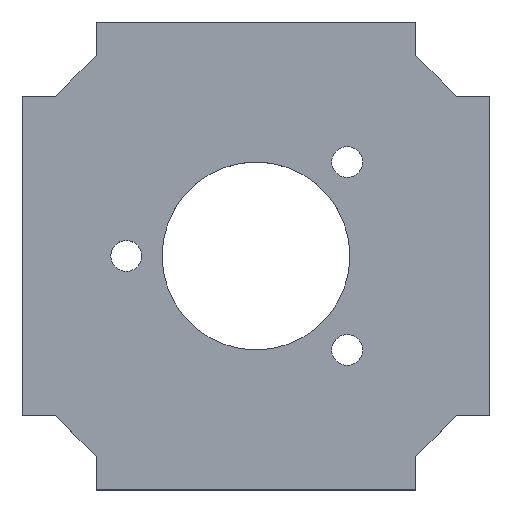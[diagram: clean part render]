
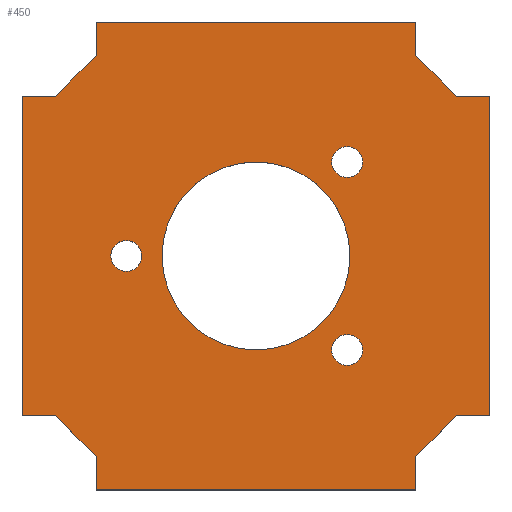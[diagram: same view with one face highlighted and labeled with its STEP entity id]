
A CAD part, top view. The second image highlights one B-rep face of the part: STEP entity #450.
In plain terms, the highlighted planar face has unit normal (0, 0, 1).
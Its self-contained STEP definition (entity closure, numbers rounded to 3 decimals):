
#19=FACE_BOUND('',#83,.T.);
#20=FACE_BOUND('',#84,.T.);
#21=FACE_BOUND('',#85,.T.);
#22=FACE_BOUND('',#86,.T.);
#24=CIRCLE('',#485,1.65);
#26=CIRCLE('',#488,1.65);
#28=CIRCLE('',#491,1.65);
#30=CIRCLE('',#496,10.);
#56=FACE_OUTER_BOUND('',#82,.T.);
#82=EDGE_LOOP('',(#391,#392,#393,#394,#395,#396,#397,#398,#399,#400,#401,
#402,#403,#404,#405,#406));
#83=EDGE_LOOP('',(#407));
#84=EDGE_LOOP('',(#408));
#85=EDGE_LOOP('',(#409));
#86=EDGE_LOOP('',(#410));
#89=LINE('',#623,#141);
#93=LINE('',#630,#145);
#96=LINE('',#636,#148);
#99=LINE('',#644,#151);
#102=LINE('',#650,#154);
#105=LINE('',#656,#157);
#109=LINE('',#665,#161);
#113=LINE('',#674,#165);
#116=LINE('',#678,#168);
#119=LINE('',#686,#171);
#122=LINE('',#692,#174);
#126=LINE('',#699,#178);
#130=LINE('',#719,#182);
#132=LINE('',#722,#184);
#135=LINE('',#731,#187);
#137=LINE('',#734,#189);
#141=VECTOR('',#507,10.);
#145=VECTOR('',#513,10.);
#148=VECTOR('',#518,10.);
#151=VECTOR('',#523,10.);
#154=VECTOR('',#528,10.);
#157=VECTOR('',#533,10.);
#161=VECTOR('',#539,10.);
#165=VECTOR('',#545,10.);
#168=VECTOR('',#550,10.);
#171=VECTOR('',#555,10.);
#174=VECTOR('',#560,10.);
#178=VECTOR('',#566,10.);
#182=VECTOR('',#590,10.);
#184=VECTOR('',#594,10.);
#187=VECTOR('',#605,10.);
#189=VECTOR('',#609,10.);
#193=VERTEX_POINT('',#620);
#194=VERTEX_POINT('',#622);
#196=VERTEX_POINT('',#628);
#198=VERTEX_POINT('',#634);
#201=VERTEX_POINT('',#641);
#202=VERTEX_POINT('',#643);
#204=VERTEX_POINT('',#649);
#206=VERTEX_POINT('',#655);
#209=VERTEX_POINT('',#662);
#210=VERTEX_POINT('',#664);
#213=VERTEX_POINT('',#671);
#214=VERTEX_POINT('',#673);
#217=VERTEX_POINT('',#683);
#218=VERTEX_POINT('',#685);
#220=VERTEX_POINT('',#691);
#222=VERTEX_POINT('',#697);
#224=VERTEX_POINT('',#703);
#226=VERTEX_POINT('',#709);
#228=VERTEX_POINT('',#715);
#230=VERTEX_POINT('',#727);
#233=EDGE_CURVE('',#194,#193,#89,.T.);
#237=EDGE_CURVE('',#193,#196,#93,.T.);
#240=EDGE_CURVE('',#196,#198,#96,.T.);
#243=EDGE_CURVE('',#202,#201,#99,.T.);
#246=EDGE_CURVE('',#204,#202,#102,.T.);
#249=EDGE_CURVE('',#206,#204,#105,.T.);
#253=EDGE_CURVE('',#210,#209,#109,.T.);
#257=EDGE_CURVE('',#214,#213,#113,.T.);
#260=EDGE_CURVE('',#213,#210,#116,.T.);
#263=EDGE_CURVE('',#218,#217,#119,.T.);
#266=EDGE_CURVE('',#220,#218,#122,.T.);
#270=EDGE_CURVE('',#217,#222,#126,.T.);
#273=EDGE_CURVE('',#224,#224,#24,.T.);
#276=EDGE_CURVE('',#226,#226,#26,.T.);
#279=EDGE_CURVE('',#228,#228,#28,.T.);
#280=EDGE_CURVE('',#201,#220,#130,.T.);
#282=EDGE_CURVE('',#198,#206,#132,.T.);
#286=EDGE_CURVE('',#230,#230,#30,.T.);
#287=EDGE_CURVE('',#209,#194,#135,.T.);
#289=EDGE_CURVE('',#222,#214,#137,.T.);
#391=ORIENTED_EDGE('',*,*,#282,.T.);
#392=ORIENTED_EDGE('',*,*,#249,.T.);
#393=ORIENTED_EDGE('',*,*,#246,.T.);
#394=ORIENTED_EDGE('',*,*,#243,.T.);
#395=ORIENTED_EDGE('',*,*,#280,.T.);
#396=ORIENTED_EDGE('',*,*,#266,.T.);
#397=ORIENTED_EDGE('',*,*,#263,.T.);
#398=ORIENTED_EDGE('',*,*,#270,.T.);
#399=ORIENTED_EDGE('',*,*,#289,.T.);
#400=ORIENTED_EDGE('',*,*,#257,.T.);
#401=ORIENTED_EDGE('',*,*,#260,.T.);
#402=ORIENTED_EDGE('',*,*,#253,.T.);
#403=ORIENTED_EDGE('',*,*,#287,.T.);
#404=ORIENTED_EDGE('',*,*,#233,.T.);
#405=ORIENTED_EDGE('',*,*,#237,.T.);
#406=ORIENTED_EDGE('',*,*,#240,.T.);
#407=ORIENTED_EDGE('',*,*,#273,.T.);
#408=ORIENTED_EDGE('',*,*,#276,.T.);
#409=ORIENTED_EDGE('',*,*,#279,.T.);
#410=ORIENTED_EDGE('',*,*,#286,.T.);
#428=PLANE('',#500);
#450=ADVANCED_FACE('',(#56,#19,#20,#21,#22),#428,.F.);
#485=AXIS2_PLACEMENT_3D('',#705,#572,#573);
#488=AXIS2_PLACEMENT_3D('',#711,#579,#580);
#491=AXIS2_PLACEMENT_3D('',#717,#586,#587);
#496=AXIS2_PLACEMENT_3D('',#729,#601,#602);
#500=AXIS2_PLACEMENT_3D('',#737,#613,#614);
#507=DIRECTION('',(-1.,0.,0.));
#513=DIRECTION('',(-0.707,0.707,0.));
#518=DIRECTION('',(0.,1.,0.));
#523=DIRECTION('',(-1.,0.,0.));
#528=DIRECTION('',(-0.707,-0.707,0.));
#533=DIRECTION('',(0.,-1.,0.));
#539=DIRECTION('',(1.,0.,0.));
#545=DIRECTION('',(0.,1.,0.));
#550=DIRECTION('',(0.707,0.707,0.));
#555=DIRECTION('',(0.707,-0.707,0.));
#560=DIRECTION('',(1.,0.,0.));
#566=DIRECTION('',(0.,-1.,0.));
#572=DIRECTION('center_axis',(0.,0.,
-1.));
#573=DIRECTION('ref_axis',(-1.,0.,0.));
#579=DIRECTION('center_axis',(0.,0.,
-1.));
#580=DIRECTION('ref_axis',(-1.,0.,0.));
#586=DIRECTION('center_axis',(0.,0.,
-1.));
#587=DIRECTION('ref_axis',(-1.,0.,0.));
#590=DIRECTION('',(0.,-1.,0.));
#594=DIRECTION('',(-1.,0.,0.));
#601=DIRECTION('center_axis',(0.,0.,
-1.));
#602=DIRECTION('ref_axis',(-1.,0.,0.));
#605=DIRECTION('',(0.,1.,0.));
#609=DIRECTION('',(1.,0.,0.));
#613=DIRECTION('center_axis',(0.,0.,
-1.));
#614=DIRECTION('ref_axis',(-1.,0.,0.));
#620=CARTESIAN_POINT('',(21.324,17.001,2.4));
#622=CARTESIAN_POINT('',(24.9,17.001,2.4));
#623=CARTESIAN_POINT('',(25.1,17.001,2.4));
#628=CARTESIAN_POINT('',(17.001,21.324,2.4));
#630=CARTESIAN_POINT('',(21.324,17.001,2.4));
#634=CARTESIAN_POINT('',(17.001,24.9,2.4));
#636=CARTESIAN_POINT('',(17.001,21.324,2.4));
#641=CARTESIAN_POINT('',(-24.9,17.001,2.4));
#643=CARTESIAN_POINT('',(-21.324,17.001,2.4));
#644=CARTESIAN_POINT('',(-21.324,17.001,2.4));
#649=CARTESIAN_POINT('',(-17.001,21.324,2.4));
#650=CARTESIAN_POINT('',(-17.001,21.324,2.4));
#655=CARTESIAN_POINT('',(-17.001,24.9,2.4));
#656=CARTESIAN_POINT('',(-17.001,25.1,2.4));
#662=CARTESIAN_POINT('',(24.9,-17.001,2.4));
#664=CARTESIAN_POINT('',(21.324,-17.001,2.4));
#665=CARTESIAN_POINT('',(21.324,-17.001,2.4));
#671=CARTESIAN_POINT('',(17.001,-21.324,2.4));
#673=CARTESIAN_POINT('',(17.001,-24.9,2.4));
#674=CARTESIAN_POINT('',(17.001,-25.1,2.4));
#678=CARTESIAN_POINT('',(17.001,-21.324,2.4));
#683=CARTESIAN_POINT('',(-17.001,-21.324,2.4));
#685=CARTESIAN_POINT('',(-21.324,-17.001,2.4));
#686=CARTESIAN_POINT('',(-21.324,-17.001,2.4));
#691=CARTESIAN_POINT('',(-24.9,-17.001,2.4));
#692=CARTESIAN_POINT('',(-25.1,-17.001,2.4));
#697=CARTESIAN_POINT('',(-17.001,-24.9,2.4));
#699=CARTESIAN_POINT('',(-17.001,-21.324,2.4));
#703=CARTESIAN_POINT('',(-12.15,0.,2.4));
#705=CARTESIAN_POINT('Origin',(-13.8,0.,2.4));
#709=CARTESIAN_POINT('',(11.35,10.,2.4));
#711=CARTESIAN_POINT('Origin',(9.7,10.,2.4));
#715=CARTESIAN_POINT('',(11.35,-10.,2.4));
#717=CARTESIAN_POINT('Origin',(9.7,-10.,2.4));
#719=CARTESIAN_POINT('',(-24.9,-16.801,2.4));
#722=CARTESIAN_POINT('',(-16.801,24.9,2.4));
#727=CARTESIAN_POINT('',(10.,0.,2.4));
#729=CARTESIAN_POINT('Origin',(0.,0.,2.4));
#731=CARTESIAN_POINT('',(24.9,16.801,2.4));
#734=CARTESIAN_POINT('',(16.801,-24.9,2.4));
#737=CARTESIAN_POINT('Origin',(0.,0.,2.4));
